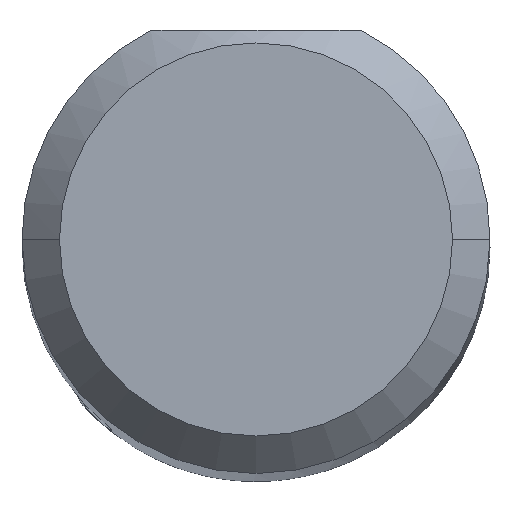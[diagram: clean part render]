
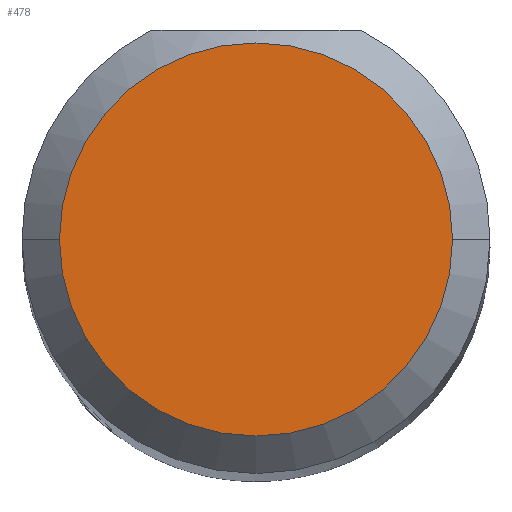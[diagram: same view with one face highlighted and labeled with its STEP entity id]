
A CAD part, top view. The second image highlights one B-rep face of the part: STEP entity #478.
In plain terms, the highlighted planar face has unit normal (0, 0, 1).
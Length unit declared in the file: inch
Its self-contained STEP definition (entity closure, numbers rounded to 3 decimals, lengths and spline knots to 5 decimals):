
#6 = DIRECTION ( 'NONE',  ( 0., 0., 1. ) ) ;
#70 = CARTESIAN_POINT ( 'NONE',  ( 0., 0., 2. ) ) ;
#116 = AXIS2_PLACEMENT_3D ( 'NONE', #70, #715, #537 ) ;
#140 = PLANE ( 'NONE',  #116 ) ;
#142 = CIRCLE ( 'NONE', #623, 0.07875 ) ;
#144 = EDGE_CURVE ( 'NONE', #465, #218, #142, .T. ) ;
#208 = EDGE_CURVE ( 'NONE', #218, #465, #729, .T. ) ;
#210 = CARTESIAN_POINT ( 'NONE',  ( 0., 0., 2. ) ) ;
#218 = VERTEX_POINT ( 'NONE', #527 ) ;
#242 = ORIENTED_EDGE ( 'NONE', *, *, #208, .T. ) ;
#265 = DIRECTION ( 'NONE',  ( 1., 0., 0. ) ) ;
#410 = DIRECTION ( 'NONE',  ( 0., 0., 1. ) ) ;
#459 = EDGE_LOOP ( 'NONE', ( #786, #242 ) ) ;
#463 = CARTESIAN_POINT ( 'NONE',  ( -0.07875, 0., 2. ) ) ;
#465 = VERTEX_POINT ( 'NONE', #463 ) ;
#478 = ADVANCED_FACE ( 'NONE', ( #779 ), #140, .T. ) ;
#527 = CARTESIAN_POINT ( 'NONE',  ( 0.07875, 0., 2. ) ) ;
#533 = DIRECTION ( 'NONE',  ( 1., 0., 0. ) ) ;
#537 = DIRECTION ( 'NONE',  ( 1., 0., 0. ) ) ;
#595 = CARTESIAN_POINT ( 'NONE',  ( 0., 0., 2. ) ) ;
#623 = AXIS2_PLACEMENT_3D ( 'NONE', #210, #410, #533 ) ;
#715 = DIRECTION ( 'NONE',  ( 0., 0., 1. ) ) ;
#718 = AXIS2_PLACEMENT_3D ( 'NONE', #595, #6, #265 ) ;
#729 = CIRCLE ( 'NONE', #718, 0.07875 ) ;
#779 = FACE_OUTER_BOUND ( 'NONE', #459, .T. ) ;
#786 = ORIENTED_EDGE ( 'NONE', *, *, #144, .T. ) ;
